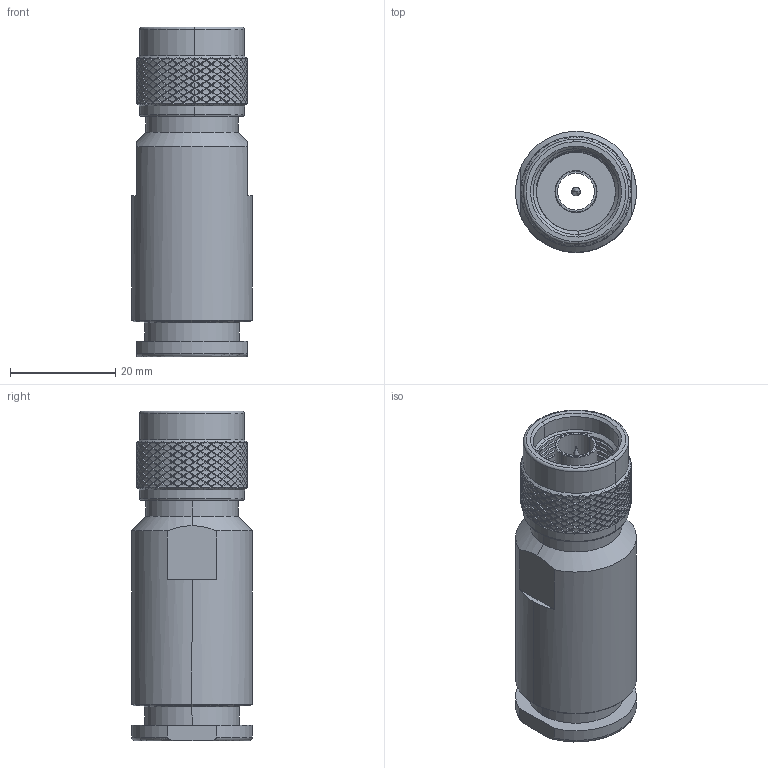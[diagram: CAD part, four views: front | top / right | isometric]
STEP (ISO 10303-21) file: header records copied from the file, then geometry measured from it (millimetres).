
FILE_DESCRIPTION (( 'STEP AP214' ), '1' );
FILE_NAME ('25-017-B3-DH.STEP', '2024-10-31T11:02:38', ( '' ), ( '' ), 'SwSTEP 2.0', 'SolidWorks 2024', '' );
FILE_SCHEMA (( 'AUTOMOTIVE_DESIGN' ));
Products named in the file (1): 25-017-B3-DH
Bounding box: 23 x 23 x 62.75 mm (x, y, z)
Surface area: 8044.4 mm2 (no closed solid volume)
Topology: 0 solids, 8 shells, 2196 faces, 4671 edges, 2456 vertices
Faces by surface type: bspline 1683, cylinder 466, cone 24, plane 15, torus 8
Entity records: 111346 total; most frequent: CARTESIAN_POINT 84162, ORIENTED_EDGE 9205, EDGE_CURVE 4671, VERTEX_POINT 2456, EDGE_LOOP 2203, ADVANCED_FACE 2196, FACE_OUTER_BOUND 2196, DIRECTION 1550
